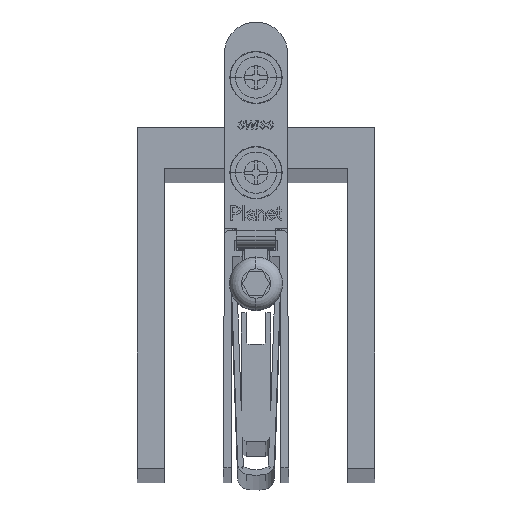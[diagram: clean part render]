
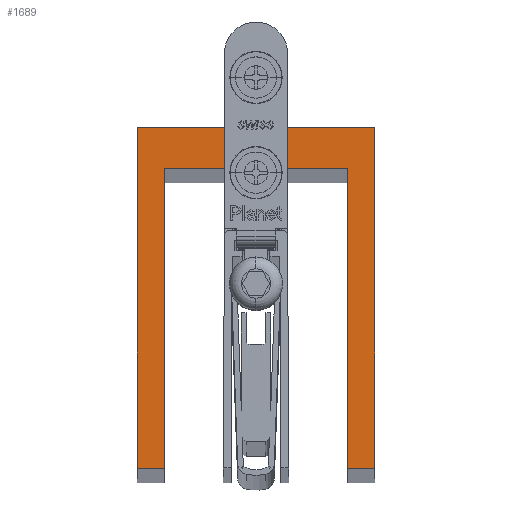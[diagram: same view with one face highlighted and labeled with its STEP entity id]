
A CAD part, top view. The second image highlights one B-rep face of the part: STEP entity #1689.
In plain terms, the highlighted planar face has unit normal (0, 0, 1).
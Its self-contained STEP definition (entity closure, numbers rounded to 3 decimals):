
#1689 = ADVANCED_FACE ( 'NONE', ( #46991 ), #71609, .T. ) ;
#1991 = ORIENTED_EDGE ( 'NONE', *, *, #57314, .T. ) ;
#3568 = EDGE_LOOP ( 'NONE', ( #58803, #1991, #98325, #49113, #79455, #100915, #28102, #89345 ) ) ;
#5065 = CARTESIAN_POINT ( 'NONE',  ( -11.55, 37.8, 1037. ) ) ;
#7613 = CARTESIAN_POINT ( 'NONE',  ( -11.55, 37.8, 1037. ) ) ;
#12491 = CARTESIAN_POINT ( 'NONE',  ( 11.55, 37.8, 1037. ) ) ;
#13622 = DIRECTION ( 'NONE',  ( 0., -1., 0. ) ) ;
#13766 = CARTESIAN_POINT ( 'NONE',  ( 15., 43., 1037. ) ) ;
#14206 = LINE ( 'NONE', #5065, #23588 ) ;
#14396 = DIRECTION ( 'NONE',  ( 1., 0., 0. ) ) ;
#16342 = CARTESIAN_POINT ( 'NONE',  ( 15., 0., 1037. ) ) ;
#19087 = VERTEX_POINT ( 'NONE', #59384 ) ;
#21883 = VECTOR ( 'NONE', #47360, 1000. ) ;
#23588 = VECTOR ( 'NONE', #100085, 1000. ) ;
#24101 = DIRECTION ( 'NONE',  ( 0., -1., 0. ) ) ;
#24204 = CARTESIAN_POINT ( 'NONE',  ( 15., 43., 1037. ) ) ;
#28102 = ORIENTED_EDGE ( 'NONE', *, *, #51154, .T. ) ;
#28950 = CARTESIAN_POINT ( 'NONE',  ( 11.55, 0., 1037. ) ) ;
#29235 = DIRECTION ( 'NONE',  ( 0., 0., 1. ) ) ;
#31808 = VERTEX_POINT ( 'NONE', #28950 ) ;
#32094 = CARTESIAN_POINT ( 'NONE',  ( 11.55, 37.8, 1037. ) ) ;
#32116 = CARTESIAN_POINT ( 'NONE',  ( 11.55, 0., 1037. ) ) ;
#32147 = CARTESIAN_POINT ( 'NONE',  ( -15., 0., 1037. ) ) ;
#33597 = VERTEX_POINT ( 'NONE', #107719 ) ;
#34760 = VECTOR ( 'NONE', #101326, 1000. ) ;
#37057 = LINE ( 'NONE', #91445, #21883 ) ;
#39600 = VERTEX_POINT ( 'NONE', #94982 ) ;
#39616 = DIRECTION ( 'NONE',  ( 1., 0., 0. ) ) ;
#40663 = VECTOR ( 'NONE', #39616, 1000. ) ;
#41160 = VERTEX_POINT ( 'NONE', #24204 ) ;
#41896 = VERTEX_POINT ( 'NONE', #16342 ) ;
#44072 = EDGE_CURVE ( 'NONE', #41160, #39600, #60843, .T. ) ;
#45361 = DIRECTION ( 'NONE',  ( -1., 0., 0. ) ) ;
#46991 = FACE_OUTER_BOUND ( 'NONE', #3568, .T. ) ;
#47360 = DIRECTION ( 'NONE',  ( 1., 0., 0. ) ) ;
#49113 = ORIENTED_EDGE ( 'NONE', *, *, #49534, .T. ) ;
#49534 = EDGE_CURVE ( 'NONE', #64545, #102471, #37057, .T. ) ;
#49874 = LINE ( 'NONE', #101401, #84616 ) ;
#51154 = EDGE_CURVE ( 'NONE', #41896, #41160, #65842, .T. ) ;
#55978 = LINE ( 'NONE', #12491, #79136 ) ;
#57314 = EDGE_CURVE ( 'NONE', #33597, #19087, #76212, .T. ) ;
#58803 = ORIENTED_EDGE ( 'NONE', *, *, #96741, .T. ) ;
#58805 = EDGE_CURVE ( 'NONE', #102471, #31808, #55978, .T. ) ;
#59384 = CARTESIAN_POINT ( 'NONE',  ( -11.55, 0., 1037. ) ) ;
#60843 = LINE ( 'NONE', #69428, #94755 ) ;
#64545 = VERTEX_POINT ( 'NONE', #7613 ) ;
#65842 = LINE ( 'NONE', #13766, #34760 ) ;
#69428 = CARTESIAN_POINT ( 'NONE',  ( -15., 43., 1037. ) ) ;
#71049 = CARTESIAN_POINT ( 'NONE',  ( 0., 0., 1037. ) ) ;
#71609 = PLANE ( 'NONE',  #99117 ) ;
#75818 = EDGE_CURVE ( 'NONE', #31808, #41896, #84215, .T. ) ;
#76212 = LINE ( 'NONE', #32147, #40663 ) ;
#76451 = VECTOR ( 'NONE', #14396, 1000. ) ;
#79136 = VECTOR ( 'NONE', #13622, 1000. ) ;
#79226 = EDGE_CURVE ( 'NONE', #19087, #64545, #14206, .T. ) ;
#79455 = ORIENTED_EDGE ( 'NONE', *, *, #58805, .T. ) ;
#84215 = LINE ( 'NONE', #32116, #76451 ) ;
#84616 = VECTOR ( 'NONE', #24101, 1000. ) ;
#89345 = ORIENTED_EDGE ( 'NONE', *, *, #44072, .T. ) ;
#91445 = CARTESIAN_POINT ( 'NONE',  ( -11.55, 37.8, 1037. ) ) ;
#94755 = VECTOR ( 'NONE', #45361, 1000. ) ;
#94982 = CARTESIAN_POINT ( 'NONE',  ( -15., 43., 1037. ) ) ;
#96741 = EDGE_CURVE ( 'NONE', #39600, #33597, #49874, .T. ) ;
#98325 = ORIENTED_EDGE ( 'NONE', *, *, #79226, .T. ) ;
#98509 = DIRECTION ( 'NONE',  ( 1., 0., 0. ) ) ;
#99117 = AXIS2_PLACEMENT_3D ( 'NONE', #71049, #29235, #98509 ) ;
#100085 = DIRECTION ( 'NONE',  ( 0., 1., 0. ) ) ;
#100915 = ORIENTED_EDGE ( 'NONE', *, *, #75818, .T. ) ;
#101326 = DIRECTION ( 'NONE',  ( 0., 1., 0. ) ) ;
#101401 = CARTESIAN_POINT ( 'NONE',  ( -15., 43., 1037. ) ) ;
#102471 = VERTEX_POINT ( 'NONE', #32094 ) ;
#107719 = CARTESIAN_POINT ( 'NONE',  ( -15., 0., 1037. ) ) ;
